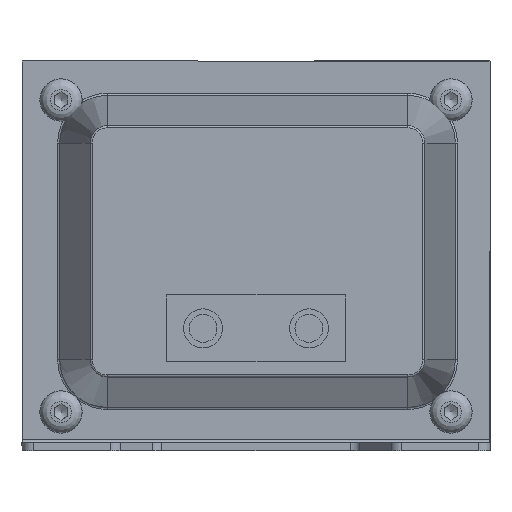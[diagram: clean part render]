
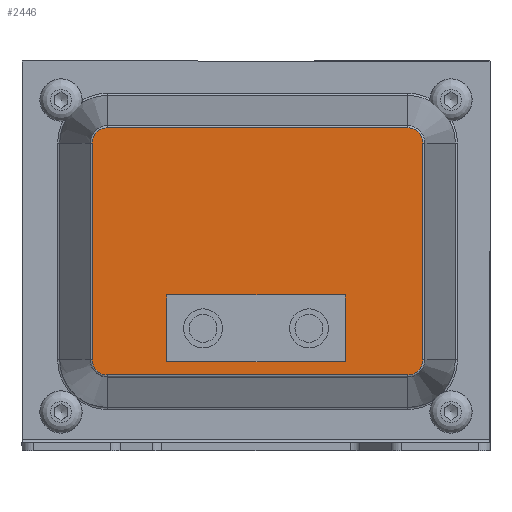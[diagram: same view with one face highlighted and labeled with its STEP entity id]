
A CAD part, front view. The second image highlights one B-rep face of the part: STEP entity #2446.
In plain terms, the highlighted face is planar.
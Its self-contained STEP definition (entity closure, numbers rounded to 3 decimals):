
#202=CIRCLE('',#2799,2.728);
#206=CIRCLE('',#2804,2.728);
#210=CIRCLE('',#2811,2.728);
#214=CIRCLE('',#2816,2.728);
#279=FACE_BOUND('',#523,.T.);
#373=FACE_OUTER_BOUND('',#522,.T.);
#522=EDGE_LOOP('',(#1862,#1863,#1864,#1865,#1866,#1867,#1868,#1869));
#523=EDGE_LOOP('',(#1870,#1871,#1872,#1873));
#695=LINE('',#3890,#892);
#699=LINE('',#3898,#896);
#702=LINE('',#3904,#899);
#705=LINE('',#3909,#902);
#727=LINE('',#3989,#924);
#729=LINE('',#4009,#926);
#732=LINE('',#4016,#929);
#734=LINE('',#4031,#931);
#892=VECTOR('',#3167,10.);
#896=VECTOR('',#3173,10.);
#899=VECTOR('',#3178,10.);
#902=VECTOR('',#3183,10.);
#924=VECTOR('',#3267,10.);
#926=VECTOR('',#3291,10.);
#929=VECTOR('',#3298,10.);
#931=VECTOR('',#3318,10.);
#1078=VERTEX_POINT('',#3888);
#1079=VERTEX_POINT('',#3889);
#1082=VERTEX_POINT('',#3897);
#1084=VERTEX_POINT('',#3903);
#1111=VERTEX_POINT('',#3986);
#1112=VERTEX_POINT('',#3988);
#1115=VERTEX_POINT('',#3995);
#1116=VERTEX_POINT('',#4000);
#1119=VERTEX_POINT('',#4007);
#1120=VERTEX_POINT('',#4012);
#1123=VERTEX_POINT('',#4019);
#1124=VERTEX_POINT('',#4024);
#1320=EDGE_CURVE('',#1078,#1079,#695,.T.);
#1324=EDGE_CURVE('',#1082,#1078,#699,.T.);
#1327=EDGE_CURVE('',#1084,#1082,#702,.T.);
#1330=EDGE_CURVE('',#1079,#1084,#705,.T.);
#1369=EDGE_CURVE('',#1111,#1112,#727,.T.);
#1373=EDGE_CURVE('',#1115,#1111,#202,.T.);
#1377=EDGE_CURVE('',#1112,#1116,#206,.T.);
#1379=EDGE_CURVE('',#1119,#1115,#729,.T.);
#1383=EDGE_CURVE('',#1116,#1120,#732,.T.);
#1385=EDGE_CURVE('',#1123,#1119,#210,.T.);
#1389=EDGE_CURVE('',#1120,#1124,#214,.T.);
#1391=EDGE_CURVE('',#1124,#1123,#734,.T.);
#1862=ORIENTED_EDGE('',*,*,#1369,.F.);
#1863=ORIENTED_EDGE('',*,*,#1373,.F.);
#1864=ORIENTED_EDGE('',*,*,#1379,.F.);
#1865=ORIENTED_EDGE('',*,*,#1385,.F.);
#1866=ORIENTED_EDGE('',*,*,#1391,.F.);
#1867=ORIENTED_EDGE('',*,*,#1389,.F.);
#1868=ORIENTED_EDGE('',*,*,#1383,.F.);
#1869=ORIENTED_EDGE('',*,*,#1377,.F.);
#1870=ORIENTED_EDGE('',*,*,#1320,.T.);
#1871=ORIENTED_EDGE('',*,*,#1330,.T.);
#1872=ORIENTED_EDGE('',*,*,#1327,.T.);
#1873=ORIENTED_EDGE('',*,*,#1324,.T.);
#2225=PLANE('',#2824);
#2446=ADVANCED_FACE('',(#373,#279),#2225,.T.);
#2799=AXIS2_PLACEMENT_3D('',#3997,#3275,#3276);
#2804=AXIS2_PLACEMENT_3D('',#4004,#3285,#3286);
#2811=AXIS2_PLACEMENT_3D('',#4021,#3303,#3304);
#2816=AXIS2_PLACEMENT_3D('',#4028,#3313,#3314);
#2824=AXIS2_PLACEMENT_3D('',#4050,#3338,#3339);
#3167=DIRECTION('',(0.,0.,-1.));
#3173=DIRECTION('',(-1.,0.,0.));
#3178=DIRECTION('',(0.,0.,1.));
#3183=DIRECTION('',(1.,0.,0.));
#3267=DIRECTION('',(1.,0.,0.));
#3275=DIRECTION('center_axis',(0.,-1.,0.));
#3276=DIRECTION('ref_axis',(-0.707,0.,-0.707));
#3285=DIRECTION('center_axis',(0.,-1.,0.));
#3286=DIRECTION('ref_axis',(0.707,0.,-0.707));
#3291=DIRECTION('',(0.,0.,-1.));
#3298=DIRECTION('',(0.,0.,1.));
#3303=DIRECTION('center_axis',(0.,-1.,0.));
#3304=DIRECTION('ref_axis',(-0.707,0.,0.707));
#3313=DIRECTION('center_axis',(0.,-1.,0.));
#3314=DIRECTION('ref_axis',(0.707,0.,0.707));
#3318=DIRECTION('',(-1.,0.,0.));
#3338=DIRECTION('center_axis',(0.,1.,0.));
#3339=DIRECTION('ref_axis',(0.,0.,1.));
#3888=CARTESIAN_POINT('',(-28.007,33.,58.));
#3889=CARTESIAN_POINT('',(-28.007,33.,26.));
#3890=CARTESIAN_POINT('',(-28.007,33.,49.862));
#3897=CARTESIAN_POINT('',(-16.007,33.,58.));
#3898=CARTESIAN_POINT('',(-25.917,33.,58.));
#3903=CARTESIAN_POINT('',(-16.007,33.,26.));
#3904=CARTESIAN_POINT('',(-16.007,33.,33.862));
#3909=CARTESIAN_POINT('',(-31.917,33.,26.));
#3986=CARTESIAN_POINT('',(-55.278,33.,12.044));
#3988=CARTESIAN_POINT('',(-16.374,33.,12.044));
#3989=CARTESIAN_POINT('',(-26.1,33.,12.044));
#3995=CARTESIAN_POINT('',(-58.007,33.,14.772));
#3997=CARTESIAN_POINT('Origin',(-55.278,33.,14.772));
#4000=CARTESIAN_POINT('',(-13.646,33.,14.772));
#4004=CARTESIAN_POINT('Origin',(-16.374,33.,14.772));
#4007=CARTESIAN_POINT('',(-58.007,33.,68.676));
#4009=CARTESIAN_POINT('',(-58.007,33.,28.248));
#4012=CARTESIAN_POINT('',(-13.646,33.,68.676));
#4016=CARTESIAN_POINT('',(-13.646,33.,55.2));
#4019=CARTESIAN_POINT('',(-55.278,33.,71.405));
#4021=CARTESIAN_POINT('Origin',(-55.278,33.,68.676));
#4024=CARTESIAN_POINT('',(-16.374,33.,71.405));
#4028=CARTESIAN_POINT('Origin',(-16.374,33.,68.676));
#4031=CARTESIAN_POINT('',(-45.552,33.,71.405));
#4050=CARTESIAN_POINT('Origin',(-35.826,33.,41.724));
